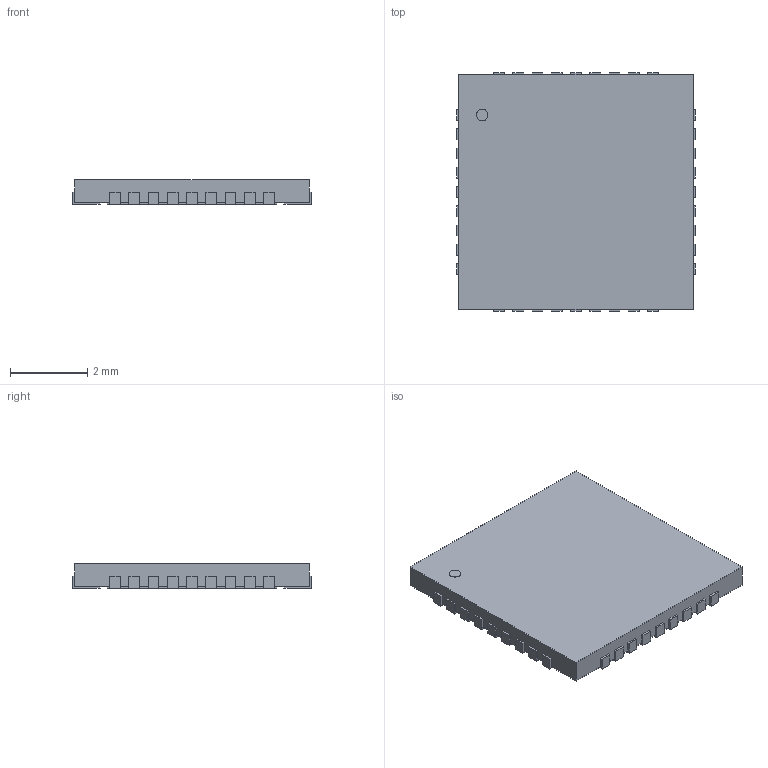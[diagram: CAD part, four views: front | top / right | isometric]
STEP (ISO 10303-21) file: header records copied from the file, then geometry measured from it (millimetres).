
FILE_DESCRIPTION(('STEP AP214'),'1');
FILE_NAME('RSP36_4P4X4P4','2021-03-20T12:07:17',(''),(''),'','','');
FILE_SCHEMA(('AUTOMOTIVE_DESIGN'));
Length unit declared in the file: millimetre
Products named in the file (1): product
Bounding box: 6.2 x 6.2 x 0.64 mm (x, y, z)
Volume: 23.2 mm3; surface area: 152.7 mm2
Topology: 39 solids, 39 shells, 303 faces, 675 edges, 450 vertices
Faces by surface type: plane 302, cylinder 1
Full cylindrical faces by diameter (mm): 0.305 x1
Entity records: 7816 total; most frequent: ORIENTED_EDGE 1348, DIRECTION 1286, CARTESIAN_POINT 757, EDGE_CURVE 674, LINE 672, VECTOR 672, VERTEX_POINT 450, AXIS2_PLACEMENT_3D 307
